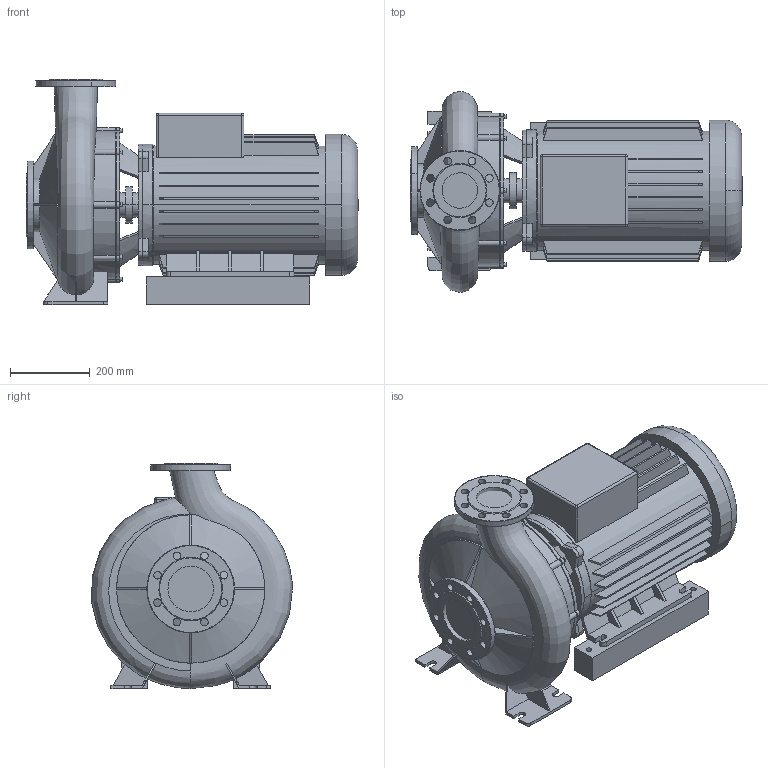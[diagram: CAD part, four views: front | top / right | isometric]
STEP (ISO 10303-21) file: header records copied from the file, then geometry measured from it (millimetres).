
FILE_DESCRIPTION((''),'2;1');
FILE_NAME('3d_BM80_340-22_4-2103477.stp','2011-01-26T14:46:13',(''),(''),'Mechanical Desktop 2008','Mechanical Desktop 2008',', , ');
FILE_SCHEMA(('CONFIG_CONTROL_DESIGN'));
Length unit declared in the file: millimetre
Products named in the file (1): Product
Bounding box: 832.5 x 503.54 x 565 mm (x, y, z)
Volume: 78110471.8 mm3; surface area: 2997241.3 mm2
Topology: 16 solids, 16 shells, 705 faces, 1817 edges, 1184 vertices
Faces by surface type: plane 330, bspline 202, cylinder 123, cone 44, sphere 4, torus 2
Entity records: 30640 total; most frequent: CARTESIAN_POINT 14111, ORIENTED_EDGE 3626, DIRECTION 3078, EDGE_CURVE 1813, VERTEX_POINT 1184, VECTOR 1074, LINE 1074, AXIS2_PLACEMENT_3D 1002
